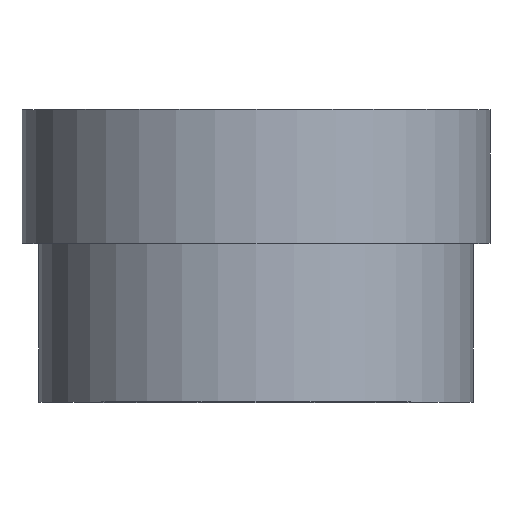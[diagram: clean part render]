
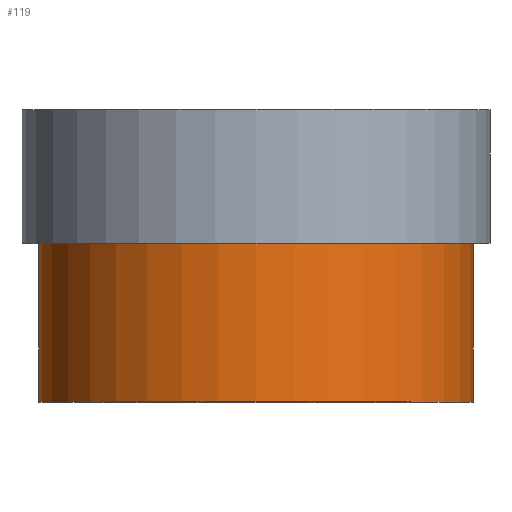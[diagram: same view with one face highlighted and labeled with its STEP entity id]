
A CAD part, top view. The second image highlights one B-rep face of the part: STEP entity #119.
In plain terms, the highlighted cylindrical face has radius 13 mm (diameter 26 mm), a full revolution.
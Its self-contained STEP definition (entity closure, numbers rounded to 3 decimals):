
#18=LINE('',#221,#22);
#22=VECTOR('',#190,13.);
#26=CYLINDRICAL_SURFACE('',#150,13.);
#38=FACE_OUTER_BOUND('',#50,.T.);
#50=EDGE_LOOP('',(#104,#105,#106,#107));
#51=CIRCLE('',#135,13.);
#58=CIRCLE('',#145,13.);
#60=VERTEX_POINT('',#193);
#67=VERTEX_POINT('',#211);
#69=EDGE_CURVE('',#60,#60,#51,.T.);
#77=EDGE_CURVE('',#67,#67,#58,.T.);
#81=EDGE_CURVE('',#67,#60,#18,.T.);
#104=ORIENTED_EDGE('',*,*,#77,.F.);
#105=ORIENTED_EDGE('',*,*,#81,.T.);
#106=ORIENTED_EDGE('',*,*,#69,.F.);
#107=ORIENTED_EDGE('',*,*,#81,.F.);
#119=ADVANCED_FACE('',(#38),#26,.T.);
#135=AXIS2_PLACEMENT_3D('',#194,#155,#156);
#145=AXIS2_PLACEMENT_3D('',#212,#176,#177);
#150=AXIS2_PLACEMENT_3D('',#220,#188,#189);
#155=DIRECTION('center_axis',(0.,-1.,0.));
#156=DIRECTION('ref_axis',(1.,0.,0.));
#176=DIRECTION('center_axis',(0.,1.,0.));
#177=DIRECTION('ref_axis',(1.,0.,0.));
#188=DIRECTION('center_axis',(0.,1.,0.));
#189=DIRECTION('ref_axis',(1.,0.,0.));
#190=DIRECTION('',(0.,-1.,0.));
#193=CARTESIAN_POINT('',(176.165,0.5,0.));
#194=CARTESIAN_POINT('Origin',(189.165,0.5,0.));
#211=CARTESIAN_POINT('',(176.165,10.,0.));
#212=CARTESIAN_POINT('Origin',(189.165,10.,0.));
#220=CARTESIAN_POINT('Origin',(189.165,5.,0.));
#221=CARTESIAN_POINT('',(176.165,5.,0.));
